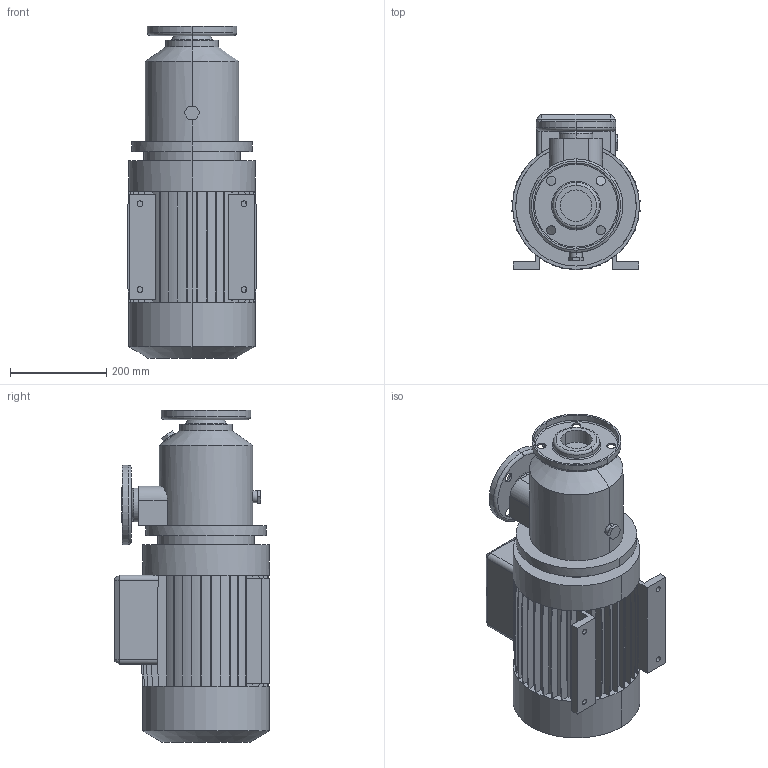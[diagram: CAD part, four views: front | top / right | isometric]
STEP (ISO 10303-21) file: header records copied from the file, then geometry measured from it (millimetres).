
FILE_DESCRIPTION (( 'STEP AP214' ), '1' );
FILE_NAME ('10017486swp01.step', '2024-04-10T14:42:08', ( '' ), ( '' ), 'SwSTEP 2.0', 'SolidWorks 2023', '' );
FILE_SCHEMA (( 'AUTOMOTIVE_DESIGN' ));
Length unit declared in the file: millimetre
Products named in the file (1): 10017486swp01
Bounding box: 267.83 x 322 x 689 mm (x, y, z)
Volume: 30504621.4 mm3; surface area: 1130530.4 mm2
Topology: 2 solids, 2 shells, 402 faces, 1104 edges, 722 vertices
Faces by surface type: plane 270, cylinder 104, torus 16, cone 12
Entity records: 13087 total; most frequent: CARTESIAN_POINT 2574, ORIENTED_EDGE 2208, DIRECTION 2152, EDGE_CURVE 1104, VECTOR 840, LINE 840, VERTEX_POINT 722, AXIS2_PLACEMENT_3D 656
